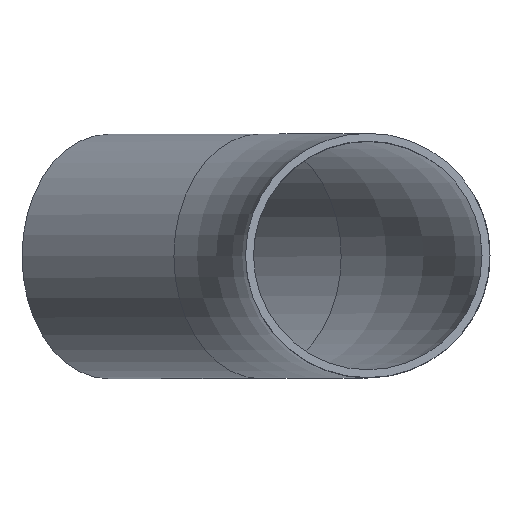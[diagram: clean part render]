
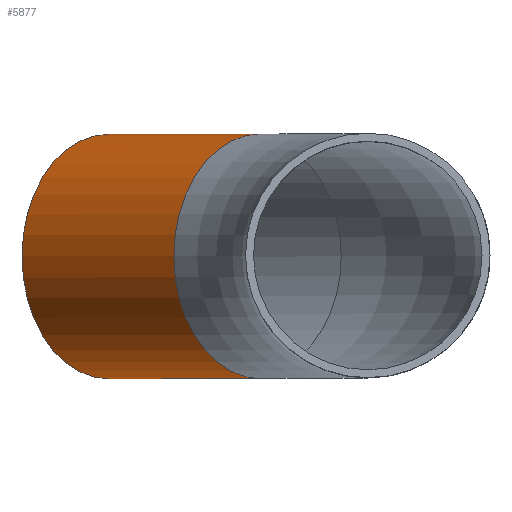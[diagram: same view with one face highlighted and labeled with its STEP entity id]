
A CAD part, top view. The second image highlights one B-rep face of the part: STEP entity #5877.
In plain terms, the highlighted cylindrical face has radius 25.4 mm (diameter 50.8 mm), a full revolution.
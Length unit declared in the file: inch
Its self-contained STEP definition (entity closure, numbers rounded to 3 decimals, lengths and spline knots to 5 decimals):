
#71=FACE_BOUND('',#1043,.T.);
#686=FACE_OUTER_BOUND('',#1042,.T.);
#1042=EDGE_LOOP('',(#5495));
#1043=EDGE_LOOP('',(#5496));
#1512=CIRCLE('',#6171,1.);
#1513=CIRCLE('',#6172,1.);
#2876=VERTEX_POINT('',#13428);
#2877=VERTEX_POINT('',#13430);
#3751=EDGE_CURVE('',#2876,#2876,#1512,.T.);
#3752=EDGE_CURVE('',#2877,#2877,#1513,.T.);
#5495=ORIENTED_EDGE('',*,*,#3751,.T.);
#5496=ORIENTED_EDGE('',*,*,#3752,.F.);
#5534=CYLINDRICAL_SURFACE('',#6170,1.);
#5877=ADVANCED_FACE('',(#686,#71),#5534,.T.);
#6170=AXIS2_PLACEMENT_3D('',#13427,#7139,#7140);
#6171=AXIS2_PLACEMENT_3D('',#13429,#7141,#7142);
#6172=AXIS2_PLACEMENT_3D('',#13431,#7143,#7144);
#7139=DIRECTION('center_axis',(-0.707,0.,
-0.707));
#7140=DIRECTION('ref_axis',(0.707,0.,-0.707));
#7141=DIRECTION('center_axis',(0.707,0.,
0.707));
#7142=DIRECTION('ref_axis',(0.707,0.,-0.707));
#7143=DIRECTION('center_axis',(0.707,0.,
0.707));
#7144=DIRECTION('ref_axis',(-0.707,0.,0.707));
#13427=CARTESIAN_POINT('Origin',(-0.87868,0.,
-2.12132));
#13428=CARTESIAN_POINT('',(-2.82842,0.,-2.65685));
#13429=CARTESIAN_POINT('Origin',(-2.12132,0.,
-3.36396));
#13430=CARTESIAN_POINT('',(-0.87868,-1.,-2.12132));
#13431=CARTESIAN_POINT('Origin',(-0.87868,0.,
-2.12132));
